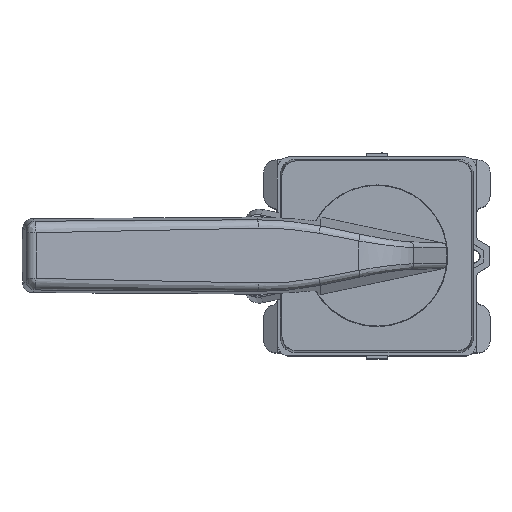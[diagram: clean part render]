
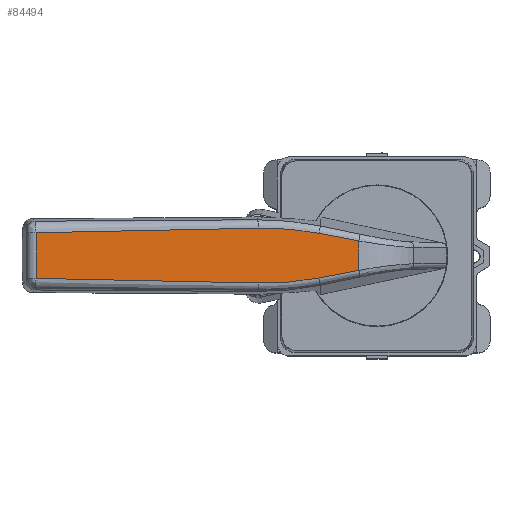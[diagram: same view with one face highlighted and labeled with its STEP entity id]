
A CAD part, top view. The second image highlights one B-rep face of the part: STEP entity #84494.
In plain terms, the highlighted planar face has unit normal (0.087, 0, 0.996).
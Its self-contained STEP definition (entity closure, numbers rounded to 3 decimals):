
#616=B_SPLINE_CURVE_WITH_KNOTS('',2,(#131861,#131862,#131863,#131864,#131865),
 .UNSPECIFIED.,.F.,.F.,(3,2,3),(0.,0.5,1.),.UNSPECIFIED.);
#629=B_SPLINE_CURVE_WITH_KNOTS('',3,(#132304,#132305,#132306,#132307),
 .UNSPECIFIED.,.F.,.F.,(4,4),(0.,1.),.UNSPECIFIED.);
#633=B_SPLINE_CURVE_WITH_KNOTS('',3,(#132397,#132398,#132399,#132400),
 .UNSPECIFIED.,.F.,.F.,(4,4),(0.626,0.834),
 .PIECEWISE_BEZIER_KNOTS.);
#660=B_SPLINE_CURVE_WITH_KNOTS('',3,(#132582,#132583,#132584,#132585),
 .UNSPECIFIED.,.F.,.F.,(4,4),(0.,0.305),.UNSPECIFIED.);
#661=B_SPLINE_CURVE_WITH_KNOTS('',3,(#132588,#132589,#132590,#132591),
 .UNSPECIFIED.,.F.,.F.,(4,4),(0.,0.305),.UNSPECIFIED.);
#662=B_SPLINE_CURVE_WITH_KNOTS('',3,(#132592,#132593,#132594,#132595),
 .UNSPECIFIED.,.F.,.F.,(4,4),(0.,1.),.UNSPECIFIED.);
#5722=LINE('',#132357,#13522);
#5724=LINE('',#132586,#13524);
#13522=VECTOR('',#105637,1000.);
#13524=VECTOR('',#105679,1000.);
#31334=ORIENTED_EDGE('',*,*,#45677,.T.);
#31335=ORIENTED_EDGE('',*,*,#45658,.T.);
#31336=ORIENTED_EDGE('',*,*,#45723,.T.);
#31337=ORIENTED_EDGE('',*,*,#45724,.F.);
#31338=ORIENTED_EDGE('',*,*,#45725,.F.);
#31339=ORIENTED_EDGE('',*,*,#45685,.T.);
#31340=ORIENTED_EDGE('',*,*,#45726,.F.);
#31341=ORIENTED_EDGE('',*,*,#45681,.F.);
#45658=EDGE_CURVE('',#53951,#53949,#616,.T.);
#45677=EDGE_CURVE('',#53958,#53951,#629,.T.);
#45681=EDGE_CURVE('',#53958,#53959,#5722,.T.);
#45685=EDGE_CURVE('',#53960,#53961,#633,.T.);
#45723=EDGE_CURVE('',#53949,#53955,#660,.T.);
#45724=EDGE_CURVE('',#53988,#53955,#5724,.T.);
#45725=EDGE_CURVE('',#53960,#53988,#661,.T.);
#45726=EDGE_CURVE('',#53959,#53961,#662,.T.);
#53949=VERTEX_POINT('',#131859);
#53951=VERTEX_POINT('',#131866);
#53955=VERTEX_POINT('',#132244);
#53958=VERTEX_POINT('',#132303);
#53959=VERTEX_POINT('',#132356);
#53960=VERTEX_POINT('',#132371);
#53961=VERTEX_POINT('',#132396);
#53988=VERTEX_POINT('',#132587);
#61584=EDGE_LOOP('',(#31334,#31335,#31336,#31337,#31338,#31339,#31340,#31341));
#66098=FACE_BOUND('',#61584,.T.);
#69359=PLANE('',#90158);
#84494=ADVANCED_FACE('',(#66098),#69359,.F.);
#90158=AXIS2_PLACEMENT_3D('',#132581,#105677,#105678);
#105637=DIRECTION('',(0.,-1.,0.));
#105677=DIRECTION('',(-0.087,0.,-0.996));
#105678=DIRECTION('',(0.996,0.,-0.087));
#105679=DIRECTION('',(0.,1.,0.));
#131859=CARTESIAN_POINT('',(-39.35,9.088,159.338));
#131861=CARTESIAN_POINT('',(-19.169,7.403,157.573));
#131862=CARTESIAN_POINT('',(-23.871,8.366,157.984));
#131863=CARTESIAN_POINT('',(-29.218,8.775,158.452));
#131864=CARTESIAN_POINT('',(-33.865,9.13,158.859));
#131865=CARTESIAN_POINT('',(-39.35,9.088,159.338));
#131866=CARTESIAN_POINT('',(-19.169,7.403,157.573));
#132244=CARTESIAN_POINT('',(-113.087,7.572,165.79));
#132303=CARTESIAN_POINT('',(-6.022,4.89,156.423));
#132304=CARTESIAN_POINT('',(-6.022,4.89,156.423));
#132305=CARTESIAN_POINT('',(-10.393,5.785,156.805));
#132306=CARTESIAN_POINT('',(-14.798,6.508,157.19));
#132307=CARTESIAN_POINT('',(-19.169,7.403,157.573));
#132356=CARTESIAN_POINT('',(-6.022,-4.89,156.423));
#132357=CARTESIAN_POINT('',(-6.022,153.225,156.423));
#132371=CARTESIAN_POINT('',(-39.35,-9.088,159.338));
#132396=CARTESIAN_POINT('',(-19.169,-7.403,157.573));
#132397=CARTESIAN_POINT('',(-39.35,-9.088,159.338));
#132398=CARTESIAN_POINT('',(-32.601,-9.139,158.748));
#132399=CARTESIAN_POINT('',(-25.808,-8.762,158.154));
#132400=CARTESIAN_POINT('',(-19.169,-7.403,157.573));
#132581=CARTESIAN_POINT('',(-120.,153.225,166.394));
#132582=CARTESIAN_POINT('',(-39.35,9.088,159.338));
#132583=CARTESIAN_POINT('',(-63.931,8.9,161.489));
#132584=CARTESIAN_POINT('',(-88.509,8.255,163.639));
#132585=CARTESIAN_POINT('',(-113.087,7.572,165.79));
#132586=CARTESIAN_POINT('',(-113.087,-7.489,165.79));
#132587=CARTESIAN_POINT('',(-113.087,-7.572,165.79));
#132588=CARTESIAN_POINT('',(-39.35,-9.088,159.338));
#132589=CARTESIAN_POINT('',(-63.931,-8.9,161.489));
#132590=CARTESIAN_POINT('',(-88.509,-8.255,163.639));
#132591=CARTESIAN_POINT('',(-113.087,-7.572,165.79));
#132592=CARTESIAN_POINT('',(-6.022,-4.89,156.423));
#132593=CARTESIAN_POINT('',(-10.393,-5.785,156.805));
#132594=CARTESIAN_POINT('',(-14.798,-6.508,157.19));
#132595=CARTESIAN_POINT('',(-19.169,-7.403,157.573));
